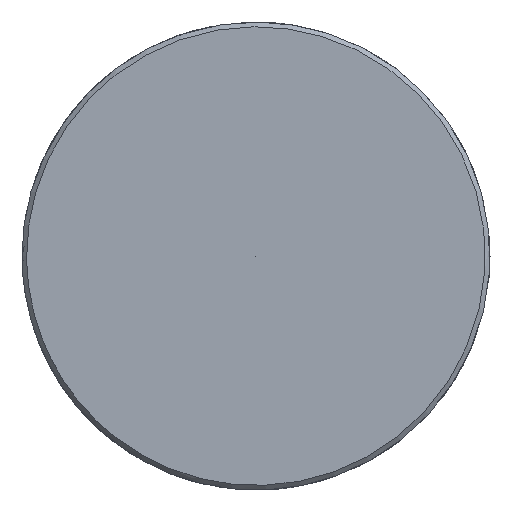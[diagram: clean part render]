
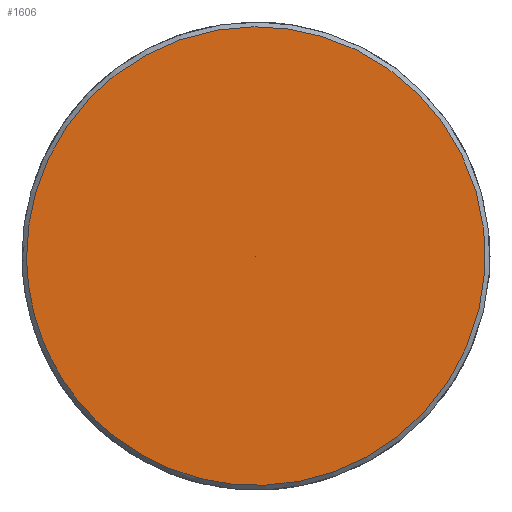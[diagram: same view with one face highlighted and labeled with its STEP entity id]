
A CAD part, left-side view. The second image highlights one B-rep face of the part: STEP entity #1606.
In plain terms, the highlighted free-form (B-spline) face has degree [5, 1] with [6, 2] control points.
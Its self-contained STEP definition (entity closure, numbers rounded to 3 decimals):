
#1534 = CARTESIAN_POINT ('', (-180., 12.25, 0.));
#1535 = VERTEX_POINT ('', #1534);
#1543 = CARTESIAN_POINT ('', (-180., 12.25, 0.));
#1544 = CARTESIAN_POINT ('', (-180., 12.25, 49.));
#1545 = CARTESIAN_POINT ('', (-180., -36.75, 24.5));
#1546 = CARTESIAN_POINT ('', (-180., -36.75, -24.5));
#1547 = CARTESIAN_POINT ('', (-180., 12.25, -49.));
#1548 = CARTESIAN_POINT ('', (-180., 12.25, 0.));
#1549 = (
   BOUNDED_CURVE ()
   B_SPLINE_CURVE (5, (#1543, #1544, #1545, #1546, #1547, #1548), .UNSPECIFIED., .T., .U.)
   B_SPLINE_CURVE_WITH_KNOTS ((6, 6), (0., 1.), .UNSPECIFIED.)
   CURVE ()
   GEOMETRIC_REPRESENTATION_ITEM ()
   RATIONAL_B_SPLINE_CURVE ((5., 1., 1., 1., 1., 5.))
   REPRESENTATION_ITEM ('')
);
#1550 = EDGE_CURVE ('', #1535, #1535, #1549, .T.);
#1582 = CARTESIAN_POINT ('', (-180., 0., 0.));
#1583 = VERTEX_POINT ('', #1582);
#1584 = CARTESIAN_POINT ('', (-180., 0., 0.));
#1585 = CARTESIAN_POINT ('', (-180., 12.25, 0.));
#1586 = B_SPLINE_CURVE_WITH_KNOTS ('', 1, (#1584, #1585), .UNSPECIFIED., .F., .U., (2, 2), (0., 1.), .UNSPECIFIED.);
#1587 = EDGE_CURVE ('', #1583, #1535, #1586, .T.);
#1588 = ORIENTED_EDGE ('', *, *, #1587, .F.);
#1589 = ORIENTED_EDGE ('', *, *, #1587, .T.);
#1590 = ORIENTED_EDGE ('', *, *, #1550, .F.);
#1591 = EDGE_LOOP ('', (#1588, #1589, #1590));
#1592 = FACE_OUTER_BOUND ('', #1591, .T.);
#1593 = CARTESIAN_POINT ('', (-180., 0., 0.));
#1594 = CARTESIAN_POINT ('', (-180., 12.25, 0.));
#1595 = CARTESIAN_POINT ('', (-180., 0., 0.));
#1596 = CARTESIAN_POINT ('', (-180., 12.25, 49.));
#1597 = CARTESIAN_POINT ('', (-180., 0., 0.));
#1598 = CARTESIAN_POINT ('', (-180., -36.75, 24.5));
#1599 = CARTESIAN_POINT ('', (-180., 0., 0.));
#1600 = CARTESIAN_POINT ('', (-180., -36.75, -24.5));
#1601 = CARTESIAN_POINT ('', (-180., 0., 0.));
#1602 = CARTESIAN_POINT ('', (-180., 12.25, -49.));
#1603 = CARTESIAN_POINT ('', (-180., 0., 0.));
#1604 = CARTESIAN_POINT ('', (-180., 12.25, 0.));
#1605 = (
   BOUNDED_SURFACE ()
   B_SPLINE_SURFACE (5, 1, ((#1593, #1594), (#1595, #1596), (#1597, #1598), (#1599, #1600), (#1601, #1602), (#1603, #1604)), .UNSPECIFIED., .T., .F., .U.)
   B_SPLINE_SURFACE_WITH_KNOTS ((6, 6), (2, 2), (0., 1.), (0., 1.), .UNSPECIFIED.)
   SURFACE ()
   GEOMETRIC_REPRESENTATION_ITEM ()
   RATIONAL_B_SPLINE_SURFACE (((5., 5.), (1., 1.), (1., 1.), (1., 1.), (1., 1.), (5., 5.)))
   REPRESENTATION_ITEM ('')
);
#1606 = ADVANCED_FACE ('', (#1592), #1605, .T.);
